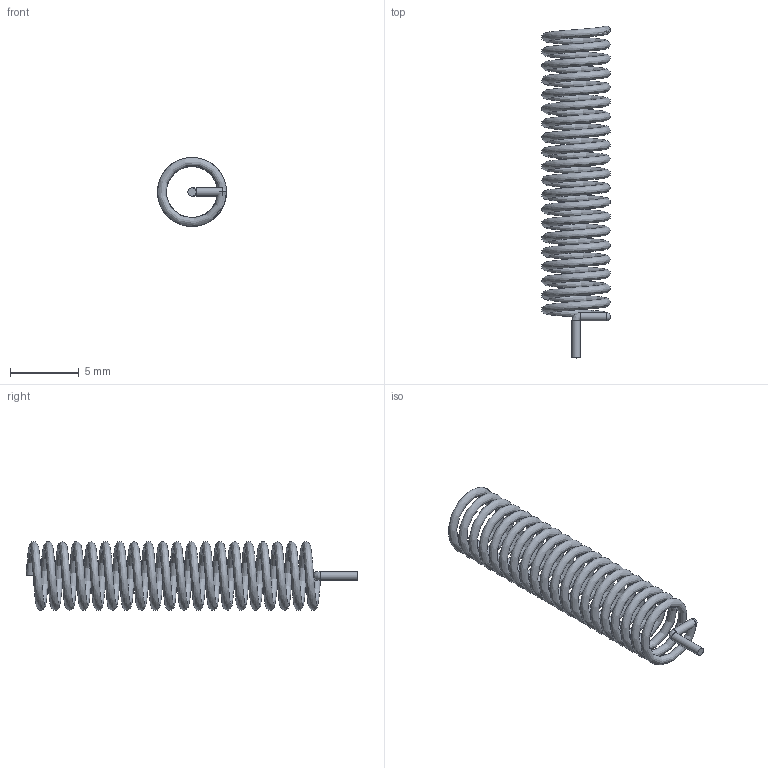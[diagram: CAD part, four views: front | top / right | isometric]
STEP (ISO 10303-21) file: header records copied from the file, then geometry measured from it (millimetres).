
FILE_DESCRIPTION(/* description */ (''),/* implementation_level */ '2;1');
FILE_NAME(/* name */ 'Antenne Funk.step',/* time_stamp */ '2017-02-14T21:19:05+01:00',/* author */ (''),/* organization */ (''),/* preprocessor_version */ 'ST-DEVELOPER v16.5',/* originating_system */ 'Autodesk Translation Framework v5.2.0.2920',/* authorisation */ '');
FILE_SCHEMA (('AUTOMOTIVE_DESIGN { 1 0 10303 214 3 1 1 }'));
Length unit declared in the file: millimetre
Products named in the file (1): Antenne Funk kurz v1
Bounding box: 5 x 24.1 x 5 mm (x, y, z)
Volume: 79.7 mm3; surface area: 533.7 mm2
Topology: 3 solids, 3 shells, 9 faces, 16 edges, 9 vertices
Faces by surface type: plane 4, bspline 2, cylinder 2, sphere 1
Full cylindrical faces by diameter (mm): 0.6 x2
Entity records: 3009 total; most frequent: CARTESIAN_POINT 2854, DIRECTION 30, ORIENTED_EDGE 16, AXIS2_PLACEMENT_3D 15, EDGE_LOOP 11, FACE_OUTER_BOUND 9, ADVANCED_FACE 9, EDGE_CURVE 8
